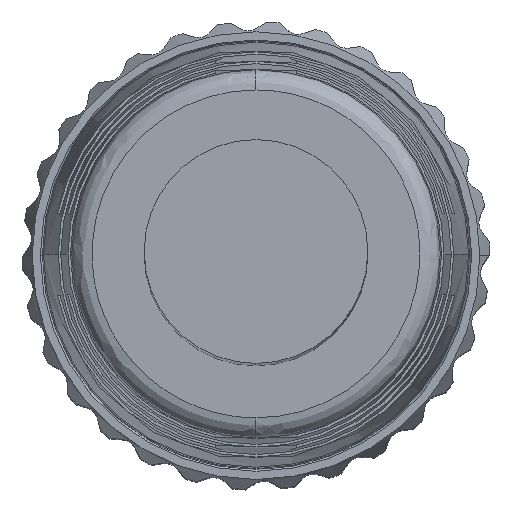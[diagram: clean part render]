
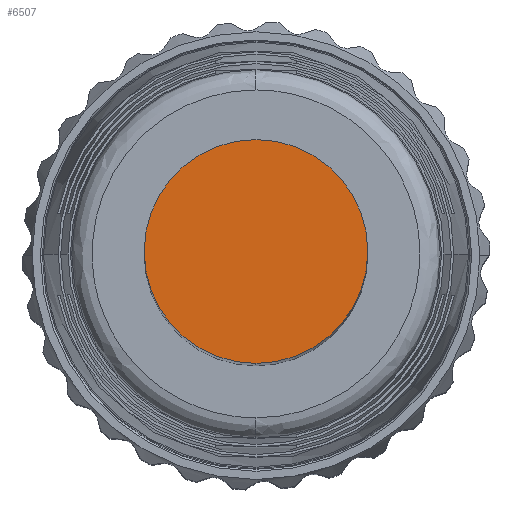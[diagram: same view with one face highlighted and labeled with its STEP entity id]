
A CAD part, top view. The second image highlights one B-rep face of the part: STEP entity #6507.
In plain terms, the highlighted planar face has unit normal (0, 0, 1).
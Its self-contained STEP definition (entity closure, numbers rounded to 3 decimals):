
#501 = DIRECTION ( 'NONE',  ( 0., -1., 0. ) ) ;
#717 = CARTESIAN_POINT ( 'NONE',  ( -0.178, 0.23, 64.3 ) ) ;
#803 = CARTESIAN_POINT ( 'NONE',  ( -0.178, 0.23, 64.3 ) ) ;
#1414 = VERTEX_POINT ( 'NONE', #5740 ) ;
#1957 = DIRECTION ( 'NONE',  ( 0., 1., 0. ) ) ;
#2050 = DIRECTION ( 'NONE',  ( 0., 1., 0. ) ) ;
#5276 = ORIENTED_EDGE ( 'NONE', *, *, #5323, .F. ) ;
#5323 = EDGE_CURVE ( 'NONE', #1414, #15908, #9265, .T. ) ;
#5740 = CARTESIAN_POINT ( 'NONE',  ( -0.178, 2.98, 64.3 ) ) ;
#5818 = CARTESIAN_POINT ( 'NONE',  ( -0.178, -2.52, 64.3 ) ) ;
#6507 = ADVANCED_FACE ( 'NONE', ( #14267 ), #6642, .T. ) ;
#6642 = PLANE ( 'NONE',  #7105 ) ;
#7105 = AXIS2_PLACEMENT_3D ( 'NONE', #10330, #7875, #501 ) ;
#7875 = DIRECTION ( 'NONE',  ( 0., 0., 1. ) ) ;
#9265 = CIRCLE ( 'NONE', #10162, 2.75 ) ;
#9360 = DIRECTION ( 'NONE',  ( 0., 0., -1. ) ) ;
#9443 = DIRECTION ( 'NONE',  ( 0., 0., -1. ) ) ;
#9753 = ORIENTED_EDGE ( 'NONE', *, *, #13629, .F. ) ;
#10162 = AXIS2_PLACEMENT_3D ( 'NONE', #803, #9443, #2050 ) ;
#10330 = CARTESIAN_POINT ( 'NONE',  ( -0.178, 0.23, 64.3 ) ) ;
#13001 = EDGE_LOOP ( 'NONE', ( #5276, #9753 ) ) ;
#13629 = EDGE_CURVE ( 'NONE', #15908, #1414, #15223, .T. ) ;
#14267 = FACE_OUTER_BOUND ( 'NONE', #13001, .T. ) ;
#14344 = AXIS2_PLACEMENT_3D ( 'NONE', #717, #9360, #1957 ) ;
#15223 = CIRCLE ( 'NONE', #14344, 2.75 ) ;
#15908 = VERTEX_POINT ( 'NONE', #5818 ) ;
